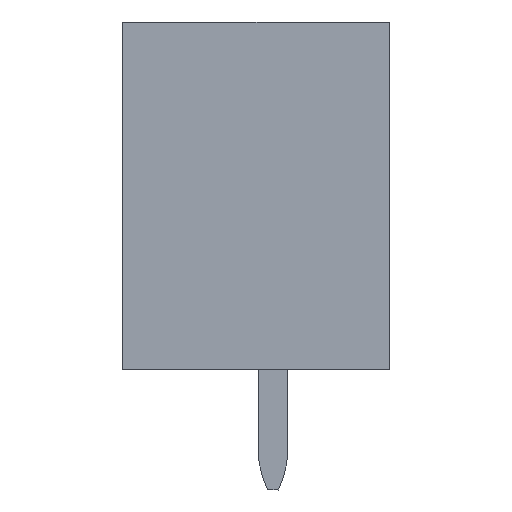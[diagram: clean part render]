
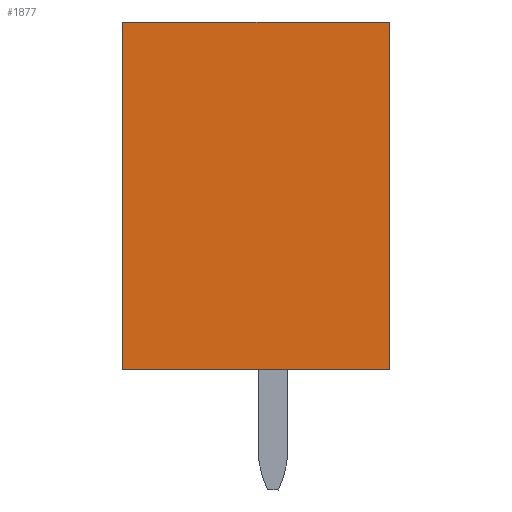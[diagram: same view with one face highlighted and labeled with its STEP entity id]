
A CAD part, left-side view. The second image highlights one B-rep face of the part: STEP entity #1877.
In plain terms, the highlighted planar face has unit normal (-1, 0, 0).
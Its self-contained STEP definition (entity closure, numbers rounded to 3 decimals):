
#1864=AXIS2_PLACEMENT_3D('Plane Axis2P3D',#1861,#1862,#1863) ;
#40=CARTESIAN_POINT('Vertex',(0.,0.,12.4)) ;
#45=CARTESIAN_POINT('Line Origine',(0.,0.,7.8)) ;
#49=CARTESIAN_POINT('Vertex',(0.,0.,3.2)) ;
#500=CARTESIAN_POINT('Vertex',(0.,7.07,12.4)) ;
#503=CARTESIAN_POINT('Line Origine',(0.,3.535,12.4)) ;
#1785=CARTESIAN_POINT('Vertex',(0.,7.07,3.2)) ;
#1788=CARTESIAN_POINT('Line Origine',(0.,7.07,7.8)) ;
#1861=CARTESIAN_POINT('Axis2P3D Location',(0.,0.,0.)) ;
#1866=CARTESIAN_POINT('Line Origine',(0.,3.535,3.2)) ;
#46=DIRECTION('Vector Direction',(0.,0.,-1.)) ;
#504=DIRECTION('Vector Direction',(0.,-1.,0.)) ;
#1789=DIRECTION('Vector Direction',(0.,0.,1.)) ;
#1862=DIRECTION('Axis2P3D Direction',(-1.,0.,0.)) ;
#1863=DIRECTION('Axis2P3D XDirection',(0.,0.,1.)) ;
#1867=DIRECTION('Vector Direction',(0.,1.,0.)) ;
#47=VECTOR('Line Direction',#46,1.) ;
#505=VECTOR('Line Direction',#504,1.) ;
#1790=VECTOR('Line Direction',#1789,1.) ;
#1868=VECTOR('Line Direction',#1867,1.) ;
#1872=ORIENTED_EDGE('',*,*,#1870,.T.) ;
#1873=ORIENTED_EDGE('',*,*,#51,.T.) ;
#1874=ORIENTED_EDGE('',*,*,#507,.T.) ;
#1875=ORIENTED_EDGE('',*,*,#1792,.T.) ;
#1877=ADVANCED_FACE('HOUSING',(#1876),#1865,.T.) ;
#51=EDGE_CURVE('',#50,#41,#48,.F.) ;
#507=EDGE_CURVE('',#41,#501,#506,.F.) ;
#1792=EDGE_CURVE('',#501,#1786,#1791,.F.) ;
#1870=EDGE_CURVE('',#1786,#50,#1869,.F.) ;
#1871=EDGE_LOOP('',(#1872,#1873,#1874,#1875)) ;
#1876=FACE_OUTER_BOUND('',#1871,.T.) ;
#48=LINE('Line',#45,#47) ;
#506=LINE('Line',#503,#505) ;
#1791=LINE('Line',#1788,#1790) ;
#1869=LINE('Line',#1866,#1868) ;
#1865=PLANE('',#1864) ;
#41=VERTEX_POINT('',#40) ;
#50=VERTEX_POINT('',#49) ;
#501=VERTEX_POINT('',#500) ;
#1786=VERTEX_POINT('',#1785) ;
